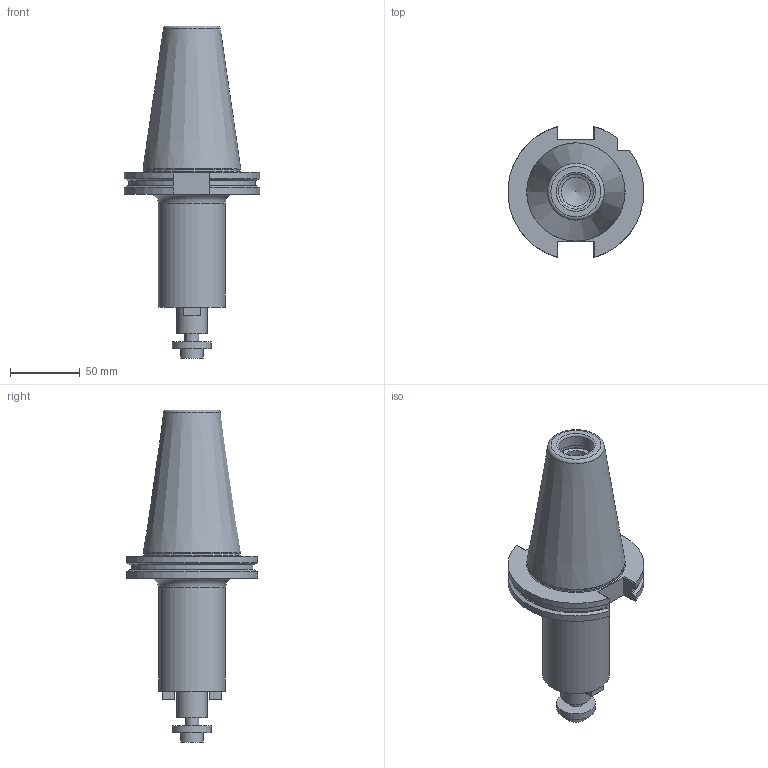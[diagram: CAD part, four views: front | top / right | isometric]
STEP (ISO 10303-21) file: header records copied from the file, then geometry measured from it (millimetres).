
FILE_DESCRIPTION(/* description */ ('Extracted from STEP assembly: cutter.stp'),/* implementation_level */ '2;1');
FILE_NAME(/* name */ 'part_A1B05-5022100-634572076817353447-1',/* time_stamp */ '2016-11-02T10:56:49+08:00',/* author */ ('Qiuling Huang','Yujiang Li','Mikael Hedlind'),/* organization */ ('KTH'),/* preprocessor_version */ 'ST-DEVELOPER v15',/* originating_system */ 'SIEMENS PLM Software NX 8.0',/* authorisation */ '');
FILE_SCHEMA (('AUTOMOTIVE_DESIGN'));
Length unit declared in the file: millimetre
Products named in the file (1): 102
Bounding box: 97.27 x 93.97 x 238.05 mm (x, y, z)
Volume: 502156.6 mm3; surface area: 55598.3 mm2
Topology: 1 solids, 1 shells, 70 faces, 172 edges, 116 vertices
Faces by surface type: plane 37, cylinder 18, cone 11, torus 4
Full cylindrical faces by diameter (mm): 10 x1, 16 x1, 21 x1, 22 x1, 25.011 x1, 25.46 x1, 28 x1, 48 x1, 69.4 x1
Entity records: 3402 total; most frequent: CARTESIAN_POINT 1310, DIRECTION 337, ORIENTED_EDGE 296, EDGE_CURVE 148, POLYLINE 132, AXIS2_PLACEMENT_3D 127, VERTEX_POINT 108, EDGE_LOOP 97
